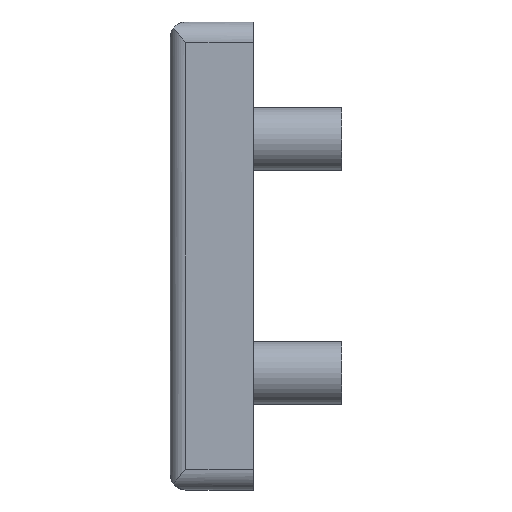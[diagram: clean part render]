
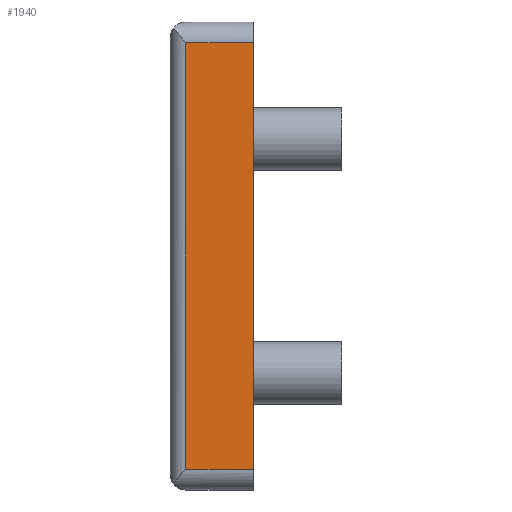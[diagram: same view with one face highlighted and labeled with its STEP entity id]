
A CAD part, left-side view. The second image highlights one B-rep face of the part: STEP entity #1940.
In plain terms, the highlighted planar face has unit normal (-1, 0, 0).
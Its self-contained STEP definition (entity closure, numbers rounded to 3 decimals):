
#27 = DIRECTION ( 'NONE',  ( 0., 1., 0. ) ) ;
#106 = FACE_OUTER_BOUND ( 'NONE', #1035, .T. ) ;
#108 = AXIS2_PLACEMENT_3D ( 'NONE', #841, #407, #1477 ) ;
#151 = LINE ( 'NONE', #803, #463 ) ;
#216 = VERTEX_POINT ( 'NONE', #1694 ) ;
#240 = CARTESIAN_POINT ( 'NONE',  ( -45., 0., 0. ) ) ;
#407 = DIRECTION ( 'NONE',  ( -1., 0., 0. ) ) ;
#418 = VECTOR ( 'NONE', #587, 1000. ) ;
#463 = VECTOR ( 'NONE', #27, 1000. ) ;
#527 = ORIENTED_EDGE ( 'NONE', *, *, #747, .T. ) ;
#545 = EDGE_CURVE ( 'NONE', #1633, #641, #1519, .T. ) ;
#567 = DIRECTION ( 'NONE',  ( 0., 0., 1. ) ) ;
#587 = DIRECTION ( 'NONE',  ( 0., -1., 0. ) ) ;
#590 = CARTESIAN_POINT ( 'NONE',  ( -45., 13., -41. ) ) ;
#641 = VERTEX_POINT ( 'NONE', #1497 ) ;
#747 = EDGE_CURVE ( 'NONE', #1131, #1633, #833, .T. ) ;
#803 = CARTESIAN_POINT ( 'NONE',  ( -45., 0., 41. ) ) ;
#833 = LINE ( 'NONE', #1051, #1472 ) ;
#838 = VECTOR ( 'NONE', #567, 1000. ) ;
#841 = CARTESIAN_POINT ( 'NONE',  ( -45., 0., 41. ) ) ;
#947 = ORIENTED_EDGE ( 'NONE', *, *, #1875, .T. ) ;
#1035 = EDGE_LOOP ( 'NONE', ( #947, #1748, #527, #1734 ) ) ;
#1051 = CARTESIAN_POINT ( 'NONE',  ( -45., 13., 41. ) ) ;
#1131 = VERTEX_POINT ( 'NONE', #1634 ) ;
#1157 = PLANE ( 'NONE',  #108 ) ;
#1279 = EDGE_CURVE ( 'NONE', #216, #1131, #151, .T. ) ;
#1472 = VECTOR ( 'NONE', #1967, 1000. ) ;
#1477 = DIRECTION ( 'NONE',  ( 0., 0., 1. ) ) ;
#1497 = CARTESIAN_POINT ( 'NONE',  ( -45., 0., -41. ) ) ;
#1519 = LINE ( 'NONE', #1795, #418 ) ;
#1633 = VERTEX_POINT ( 'NONE', #590 ) ;
#1634 = CARTESIAN_POINT ( 'NONE',  ( -45., 13., 41. ) ) ;
#1694 = CARTESIAN_POINT ( 'NONE',  ( -45., 0., 41. ) ) ;
#1724 = LINE ( 'NONE', #240, #838 ) ;
#1734 = ORIENTED_EDGE ( 'NONE', *, *, #545, .T. ) ;
#1748 = ORIENTED_EDGE ( 'NONE', *, *, #1279, .T. ) ;
#1795 = CARTESIAN_POINT ( 'NONE',  ( -45., 0., -41. ) ) ;
#1875 = EDGE_CURVE ( 'NONE', #641, #216, #1724, .T. ) ;
#1940 = ADVANCED_FACE ( 'NONE', ( #106 ), #1157, .T. ) ;
#1967 = DIRECTION ( 'NONE',  ( 0., 0., -1. ) ) ;
